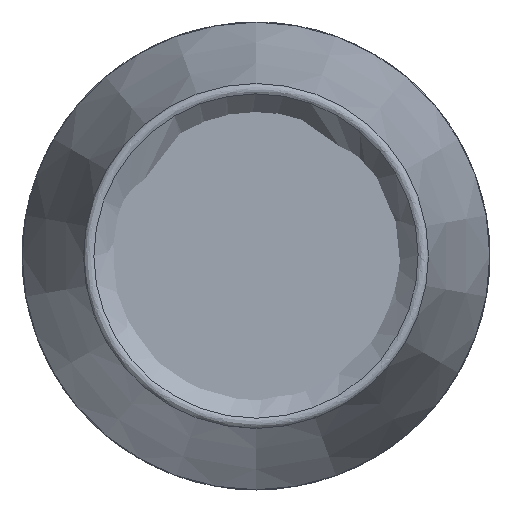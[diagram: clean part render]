
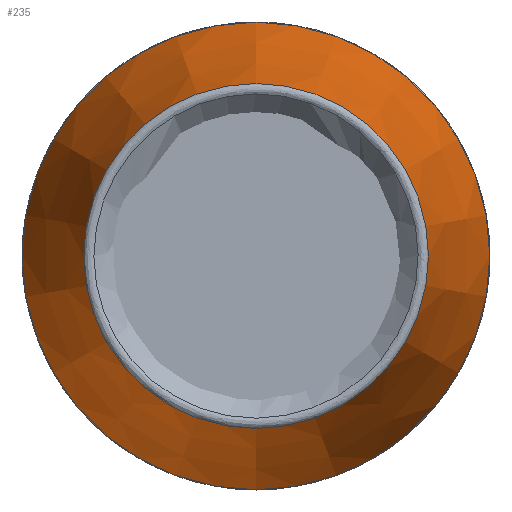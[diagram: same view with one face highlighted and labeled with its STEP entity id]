
A CAD part, left-side view. The second image highlights one B-rep face of the part: STEP entity #235.
In plain terms, the highlighted conical face has half-angle 15 degrees and reference radius 11 mm.
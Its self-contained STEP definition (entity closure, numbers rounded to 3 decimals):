
#158=CONICAL_SURFACE('',#419,11.,15.);
#209=FACE_BOUND('',#274,.T.);
#210=FACE_BOUND('',#275,.T.);
#235=ADVANCED_FACE('',(#209,#210),#158,.T.);
#274=EDGE_LOOP('',(#314));
#275=EDGE_LOOP('',(#315));
#314=ORIENTED_EDGE('',*,*,#360,.F.);
#315=ORIENTED_EDGE('',*,*,#358,.T.);
#338=VERTEX_POINT('',#561);
#340=VERTEX_POINT('',#567);
#358=EDGE_CURVE('',#338,#338,#378,.T.);
#360=EDGE_CURVE('',#340,#340,#381,.T.);
#378=CIRCLE('',#415,11.);
#381=CIRCLE('',#418,14.911);
#415=AXIS2_PLACEMENT_3D('',#560,#483,#484);
#418=AXIS2_PLACEMENT_3D('',#566,#490,#491);
#419=AXIS2_PLACEMENT_3D('',#568,#492,#493);
#483=DIRECTION('',(1.,0.,0.));
#484=DIRECTION('',(0.,0.,-1.));
#490=DIRECTION('',(1.,0.,0.));
#491=DIRECTION('',(0.,0.,-1.));
#492=DIRECTION('',(1.,0.,0.));
#493=DIRECTION('',(0.,0.,-1.));
#560=CARTESIAN_POINT('',(0.298,0.,0.));
#561=CARTESIAN_POINT('',(0.298,0.,-11.));
#566=CARTESIAN_POINT('',(14.895,0.,0.));
#567=CARTESIAN_POINT('',(14.895,0.,-14.911));
#568=CARTESIAN_POINT('',(0.298,0.,0.));
